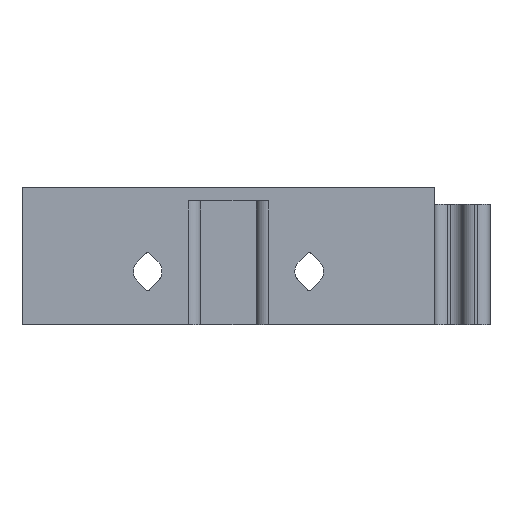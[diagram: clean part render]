
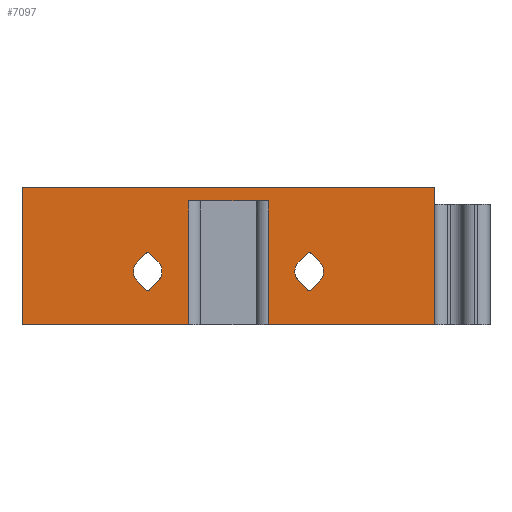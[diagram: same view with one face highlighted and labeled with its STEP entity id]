
A CAD part, left-side view. The second image highlights one B-rep face of the part: STEP entity #7097.
In plain terms, the highlighted planar face has unit normal (-1, 0, 0).
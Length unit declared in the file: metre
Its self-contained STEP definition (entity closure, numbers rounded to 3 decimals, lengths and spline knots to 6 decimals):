
#249=LINE('',#9838,#965);
#377=LINE('',#10202,#1093);
#405=LINE('',#10307,#1121);
#554=LINE('',#10867,#1270);
#555=LINE('',#10868,#1271);
#556=LINE('',#10870,#1272);
#557=LINE('',#10872,#1273);
#558=LINE('',#10873,#1274);
#559=LINE('',#10874,#1275);
#560=LINE('',#10879,#1276);
#561=LINE('',#10883,#1277);
#562=LINE('',#10887,#1278);
#563=LINE('',#10890,#1279);
#564=LINE('',#10895,#1280);
#565=LINE('',#10899,#1281);
#566=LINE('',#10903,#1282);
#965=VECTOR('',#7996,1.);
#1093=VECTOR('',#8258,1.);
#1121=VECTOR('',#8334,1.);
#1270=VECTOR('',#8719,1.);
#1271=VECTOR('',#8720,1.);
#1272=VECTOR('',#8721,1.);
#1273=VECTOR('',#8722,1.);
#1274=VECTOR('',#8723,1.);
#1275=VECTOR('',#8724,1.);
#1276=VECTOR('',#8727,1.);
#1277=VECTOR('',#8730,1.);
#1278=VECTOR('',#8733,1.);
#1279=VECTOR('',#8736,1.);
#1280=VECTOR('',#8739,1.);
#1281=VECTOR('',#8742,1.);
#1282=VECTOR('',#8745,1.);
#1772=CIRCLE('',#7647,0.0004);
#1773=CIRCLE('',#7648,0.002075);
#1774=CIRCLE('',#7649,0.0004);
#1775=CIRCLE('',#7650,0.002075);
#1776=CIRCLE('',#7651,0.0004);
#1777=CIRCLE('',#7652,0.002075);
#1778=CIRCLE('',#7653,0.0004);
#1779=CIRCLE('',#7654,0.002075);
#2411=ORIENTED_EDGE('',*,*,#4524,.T.);
#2412=ORIENTED_EDGE('',*,*,#4219,.F.);
#2413=ORIENTED_EDGE('',*,*,#4525,.F.);
#2414=ORIENTED_EDGE('',*,*,#4526,.F.);
#2415=ORIENTED_EDGE('',*,*,#4527,.T.);
#2416=ORIENTED_EDGE('',*,*,#4271,.F.);
#2417=ORIENTED_EDGE('',*,*,#4528,.T.);
#2418=ORIENTED_EDGE('',*,*,#4052,.T.);
#2419=ORIENTED_EDGE('',*,*,#4529,.F.);
#2420=ORIENTED_EDGE('',*,*,#4530,.F.);
#2421=ORIENTED_EDGE('',*,*,#4531,.T.);
#2422=ORIENTED_EDGE('',*,*,#4532,.F.);
#2423=ORIENTED_EDGE('',*,*,#4533,.T.);
#2424=ORIENTED_EDGE('',*,*,#4534,.F.);
#2425=ORIENTED_EDGE('',*,*,#4535,.F.);
#2426=ORIENTED_EDGE('',*,*,#4536,.F.);
#2427=ORIENTED_EDGE('',*,*,#4537,.F.);
#2428=ORIENTED_EDGE('',*,*,#4538,.F.);
#2429=ORIENTED_EDGE('',*,*,#4539,.T.);
#2430=ORIENTED_EDGE('',*,*,#4540,.F.);
#2431=ORIENTED_EDGE('',*,*,#4541,.T.);
#2432=ORIENTED_EDGE('',*,*,#4542,.F.);
#2433=ORIENTED_EDGE('',*,*,#4543,.F.);
#2434=ORIENTED_EDGE('',*,*,#4544,.F.);
#4052=EDGE_CURVE('',#5147,#5150,#249,.F.);
#4219=EDGE_CURVE('',#5293,#5294,#377,.F.);
#4271=EDGE_CURVE('',#5345,#5346,#405,.F.);
#4524=EDGE_CURVE('',#5150,#5294,#554,.T.);
#4525=EDGE_CURVE('',#5539,#5293,#555,.T.);
#4526=EDGE_CURVE('',#5540,#5539,#556,.F.);
#4527=EDGE_CURVE('',#5540,#5346,#557,.F.);
#4528=EDGE_CURVE('',#5345,#5147,#558,.T.);
#4529=EDGE_CURVE('',#5541,#5542,#559,.T.);
#4530=EDGE_CURVE('',#5543,#5541,#1772,.T.);
#4531=EDGE_CURVE('',#5543,#5544,#560,.T.);
#4532=EDGE_CURVE('',#5545,#5544,#1773,.T.);
#4533=EDGE_CURVE('',#5545,#5546,#561,.T.);
#4534=EDGE_CURVE('',#5547,#5546,#1774,.T.);
#4535=EDGE_CURVE('',#5548,#5547,#562,.T.);
#4536=EDGE_CURVE('',#5542,#5548,#1775,.T.);
#4537=EDGE_CURVE('',#5549,#5550,#563,.T.);
#4538=EDGE_CURVE('',#5551,#5549,#1776,.T.);
#4539=EDGE_CURVE('',#5551,#5552,#564,.T.);
#4540=EDGE_CURVE('',#5553,#5552,#1777,.T.);
#4541=EDGE_CURVE('',#5553,#5554,#565,.T.);
#4542=EDGE_CURVE('',#5555,#5554,#1778,.T.);
#4543=EDGE_CURVE('',#5556,#5555,#566,.T.);
#4544=EDGE_CURVE('',#5550,#5556,#1779,.T.);
#5147=VERTEX_POINT('',#9832);
#5150=VERTEX_POINT('',#9837);
#5293=VERTEX_POINT('',#10203);
#5294=VERTEX_POINT('',#10204);
#5345=VERTEX_POINT('',#10306);
#5346=VERTEX_POINT('',#10308);
#5539=VERTEX_POINT('',#10869);
#5540=VERTEX_POINT('',#10871);
#5541=VERTEX_POINT('',#10875);
#5542=VERTEX_POINT('',#10876);
#5543=VERTEX_POINT('',#10878);
#5544=VERTEX_POINT('',#10880);
#5545=VERTEX_POINT('',#10882);
#5546=VERTEX_POINT('',#10884);
#5547=VERTEX_POINT('',#10886);
#5548=VERTEX_POINT('',#10888);
#5549=VERTEX_POINT('',#10891);
#5550=VERTEX_POINT('',#10892);
#5551=VERTEX_POINT('',#10894);
#5552=VERTEX_POINT('',#10896);
#5553=VERTEX_POINT('',#10898);
#5554=VERTEX_POINT('',#10900);
#5555=VERTEX_POINT('',#10902);
#5556=VERTEX_POINT('',#10904);
#6091=EDGE_LOOP('',(#2411,#2412,#2413,#2414,#2415,#2416,#2417,#2418));
#6092=EDGE_LOOP('',(#2419,#2420,#2421,#2422,#2423,#2424,#2425,#2426));
#6093=EDGE_LOOP('',(#2427,#2428,#2429,#2430,#2431,#2432,#2433,#2434));
#6497=FACE_BOUND('',#6091,.T.);
#6498=FACE_BOUND('',#6092,.T.);
#6499=FACE_BOUND('',#6093,.T.);
#6857=PLANE('',#7646);
#7097=ADVANCED_FACE('',(#6497,#6498,#6499),#6857,.T.);
#7646=AXIS2_PLACEMENT_3D('',#10866,#8717,#8718);
#7647=AXIS2_PLACEMENT_3D('',#10877,#8725,#8726);
#7648=AXIS2_PLACEMENT_3D('',#10881,#8728,#8729);
#7649=AXIS2_PLACEMENT_3D('',#10885,#8731,#8732);
#7650=AXIS2_PLACEMENT_3D('',#10889,#8734,#8735);
#7651=AXIS2_PLACEMENT_3D('',#10893,#8737,#8738);
#7652=AXIS2_PLACEMENT_3D('',#10897,#8740,#8741);
#7653=AXIS2_PLACEMENT_3D('',#10901,#8743,#8744);
#7654=AXIS2_PLACEMENT_3D('',#10905,#8746,#8747);
#7996=DIRECTION('',(0.,-1.,0.));
#8258=DIRECTION('',(0.,-1.,0.));
#8334=DIRECTION('',(0.,-1.,0.));
#8717=DIRECTION('',(-1.,0.,0.));
#8718=DIRECTION('',(0.,-1.,0.));
#8719=DIRECTION('',(0.,0.,-1.));
#8720=DIRECTION('',(0.,0.,-1.));
#8721=DIRECTION('',(0.,-1.,0.));
#8722=DIRECTION('',(0.,0.,1.));
#8723=DIRECTION('',(0.,0.,1.));
#8724=DIRECTION('',(0.,-0.707,0.707));
#8725=DIRECTION('',(-1.,0.,0.));
#8726=DIRECTION('',(0.,-1.,0.));
#8727=DIRECTION('',(0.,0.707,0.707));
#8728=DIRECTION('',(-1.,0.,0.));
#8729=DIRECTION('',(0.,-1.,0.));
#8730=DIRECTION('',(0.,-0.707,0.707));
#8731=DIRECTION('',(-1.,0.,0.));
#8732=DIRECTION('',(0.,-1.,0.));
#8733=DIRECTION('',(0.,0.707,0.707));
#8734=DIRECTION('',(-1.,0.,0.));
#8735=DIRECTION('',(0.,-1.,0.));
#8736=DIRECTION('',(0.,-0.707,0.707));
#8737=DIRECTION('',(-1.,0.,0.));
#8738=DIRECTION('',(0.,-1.,0.));
#8739=DIRECTION('',(0.,0.707,0.707));
#8740=DIRECTION('',(-1.,0.,0.));
#8741=DIRECTION('',(0.,-1.,0.));
#8742=DIRECTION('',(0.,-0.707,0.707));
#8743=DIRECTION('',(-1.,0.,0.));
#8744=DIRECTION('',(0.,-1.,0.));
#8745=DIRECTION('',(0.,0.707,0.707));
#8746=DIRECTION('',(-1.,0.,0.));
#8747=DIRECTION('',(0.,-1.,0.));
#9832=CARTESIAN_POINT('',(0.630025,1.59,0.38));
#9837=CARTESIAN_POINT('',(0.630025,1.65,0.38));
#9838=CARTESIAN_POINT('',(0.630025,1.662111,0.38));
#10202=CARTESIAN_POINT('',(0.630025,1.662111,0.36));
#10203=CARTESIAN_POINT('',(0.630025,1.625778,0.36));
#10204=CARTESIAN_POINT('',(0.630025,1.65,0.36));
#10306=CARTESIAN_POINT('',(0.630025,1.59,0.36));
#10307=CARTESIAN_POINT('',(0.630025,1.662111,0.36));
#10308=CARTESIAN_POINT('',(0.630025,1.614222,0.36));
#10866=CARTESIAN_POINT('',(0.630025,1.662111,0.38));
#10867=CARTESIAN_POINT('',(0.630025,1.65,0.38));
#10868=CARTESIAN_POINT('',(0.630025,1.625778,0.38));
#10869=CARTESIAN_POINT('',(0.630025,1.625778,0.378));
#10870=CARTESIAN_POINT('',(0.630025,1.662111,0.378));
#10871=CARTESIAN_POINT('',(0.630025,1.614222,0.378));
#10872=CARTESIAN_POINT('',(0.630025,1.614222,0.38));
#10873=CARTESIAN_POINT('',(0.630025,1.59,0.38));
#10874=CARTESIAN_POINT('',(0.630025,1.639322,0.357211));
#10875=CARTESIAN_POINT('',(0.630025,1.631451,0.365082));
#10876=CARTESIAN_POINT('',(0.630025,1.630266,0.366266));
#10877=CARTESIAN_POINT('',(0.630025,1.631733,0.365365));
#10878=CARTESIAN_POINT('',(0.630025,1.632016,0.365082));
#10879=CARTESIAN_POINT('',(0.630025,1.654523,0.387588));
#10880=CARTESIAN_POINT('',(0.630025,1.633201,0.366266));
#10881=CARTESIAN_POINT('',(0.630025,1.631733,0.367733));
#10882=CARTESIAN_POINT('',(0.630025,1.633201,0.369201));
#10883=CARTESIAN_POINT('',(0.630025,1.642256,0.360145));
#10884=CARTESIAN_POINT('',(0.630025,1.632016,0.370385));
#10885=CARTESIAN_POINT('',(0.630025,1.631733,0.370102));
#10886=CARTESIAN_POINT('',(0.630025,1.631451,0.370385));
#10887=CARTESIAN_POINT('',(0.630025,1.651588,0.390523));
#10888=CARTESIAN_POINT('',(0.630025,1.630266,0.369201));
#10889=CARTESIAN_POINT('',(0.630025,1.631733,0.367733));
#10890=CARTESIAN_POINT('',(0.630025,1.627588,0.345477));
#10891=CARTESIAN_POINT('',(0.630025,1.607984,0.365082));
#10892=CARTESIAN_POINT('',(0.630025,1.606799,0.366266));
#10893=CARTESIAN_POINT('',(0.630025,1.608267,0.365365));
#10894=CARTESIAN_POINT('',(0.630025,1.608549,0.365082));
#10895=CARTESIAN_POINT('',(0.630025,1.642789,0.399322));
#10896=CARTESIAN_POINT('',(0.630025,1.609734,0.366266));
#10897=CARTESIAN_POINT('',(0.630025,1.608267,0.367733));
#10898=CARTESIAN_POINT('',(0.630025,1.609734,0.369201));
#10899=CARTESIAN_POINT('',(0.630025,1.630523,0.348412));
#10900=CARTESIAN_POINT('',(0.630025,1.608549,0.370385));
#10901=CARTESIAN_POINT('',(0.630025,1.608267,0.370102));
#10902=CARTESIAN_POINT('',(0.630025,1.607984,0.370385));
#10903=CARTESIAN_POINT('',(0.630025,1.639855,0.402256));
#10904=CARTESIAN_POINT('',(0.630025,1.606799,0.369201));
#10905=CARTESIAN_POINT('',(0.630025,1.608267,0.367733));
